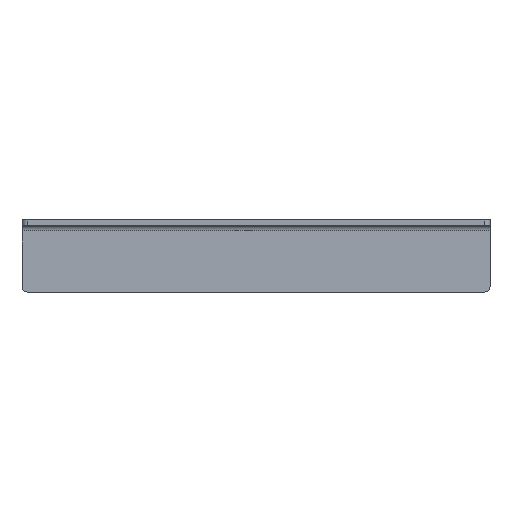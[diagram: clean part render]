
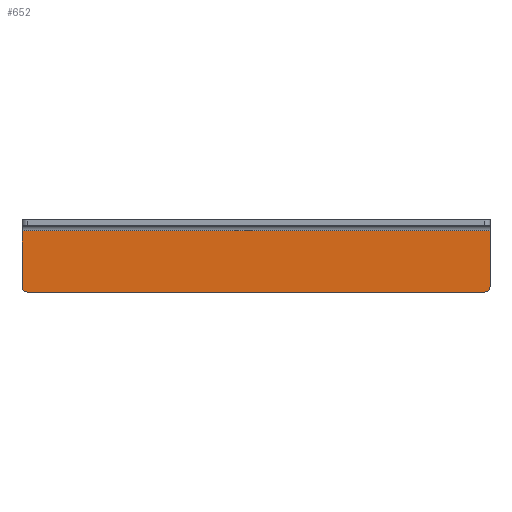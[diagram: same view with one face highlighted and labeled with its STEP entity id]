
A CAD part, top view. The second image highlights one B-rep face of the part: STEP entity #652.
In plain terms, the highlighted planar face has unit normal (0, 0, 1).
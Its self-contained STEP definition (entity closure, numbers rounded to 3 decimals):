
#24 = VERTEX_POINT ( 'NONE', #481 ) ;
#29 = CARTESIAN_POINT ( 'NONE',  ( -940., -1211.305, 508. ) ) ;
#72 = EDGE_CURVE ( 'NONE', #510, #221, #739, .T. ) ;
#88 = CARTESIAN_POINT ( 'NONE',  ( -940., -1174.305, 508. ) ) ;
#104 = DIRECTION ( 'NONE',  ( 0., 0., -1. ) ) ;
#124 = CARTESIAN_POINT ( 'NONE',  ( -1200., -1174.305, 508. ) ) ;
#142 = ORIENTED_EDGE ( 'NONE', *, *, #72, .F. ) ;
#145 = AXIS2_PLACEMENT_3D ( 'NONE', #612, #238, #738 ) ;
#149 = DIRECTION ( 'NONE',  ( 0., -1., 0. ) ) ;
#151 = EDGE_CURVE ( 'NONE', #221, #518, #719, .T. ) ;
#211 = CIRCLE ( 'NONE', #243, 3. ) ;
#221 = VERTEX_POINT ( 'NONE', #740 ) ;
#230 = VECTOR ( 'NONE', #685, 1000. ) ;
#238 = DIRECTION ( 'NONE',  ( 0., 0., -1. ) ) ;
#241 = VECTOR ( 'NONE', #760, 1000. ) ;
#243 = AXIS2_PLACEMENT_3D ( 'NONE', #666, #104, #777 ) ;
#256 = LINE ( 'NONE', #727, #230 ) ;
#291 = AXIS2_PLACEMENT_3D ( 'NONE', #531, #583, #766 ) ;
#296 = CARTESIAN_POINT ( 'NONE',  ( -943., -1214.305, 508. ) ) ;
#314 = ORIENTED_EDGE ( 'NONE', *, *, #427, .T. ) ;
#315 = DIRECTION ( 'NONE',  ( 1., 0., 0. ) ) ;
#427 = EDGE_CURVE ( 'NONE', #510, #757, #684, .T. ) ;
#448 = EDGE_LOOP ( 'NONE', ( #623, #650, #763, #142, #314, #752 ) ) ;
#480 = CARTESIAN_POINT ( 'NONE',  ( -1200., -1180.305, 508. ) ) ;
#481 = CARTESIAN_POINT ( 'NONE',  ( -1197., -1214.305, 508. ) ) ;
#510 = VERTEX_POINT ( 'NONE', #480 ) ;
#518 = VERTEX_POINT ( 'NONE', #29 ) ;
#531 = CARTESIAN_POINT ( 'NONE',  ( -943., -1211.305, 508. ) ) ;
#543 = EDGE_CURVE ( 'NONE', #518, #661, #631, .T. ) ;
#563 = PLANE ( 'NONE',  #145 ) ;
#571 = EDGE_CURVE ( 'NONE', #24, #757, #211, .T. ) ;
#583 = DIRECTION ( 'NONE',  ( 0., 0., -1. ) ) ;
#612 = CARTESIAN_POINT ( 'NONE',  ( -1200., -1174.305, 508. ) ) ;
#615 = EDGE_CURVE ( 'NONE', #24, #661, #256, .T. ) ;
#623 = ORIENTED_EDGE ( 'NONE', *, *, #615, .T. ) ;
#631 = CIRCLE ( 'NONE', #291, 3. ) ;
#633 = CARTESIAN_POINT ( 'NONE',  ( -1200., -1180.305, 508. ) ) ;
#640 = CARTESIAN_POINT ( 'NONE',  ( -1200., -1211.305, 508. ) ) ;
#650 = ORIENTED_EDGE ( 'NONE', *, *, #543, .F. ) ;
#652 = ADVANCED_FACE ( 'NONE', ( #731 ), #563, .F. ) ;
#661 = VERTEX_POINT ( 'NONE', #296 ) ;
#666 = CARTESIAN_POINT ( 'NONE',  ( -1197., -1211.305, 508. ) ) ;
#684 = LINE ( 'NONE', #124, #241 ) ;
#685 = DIRECTION ( 'NONE',  ( 1., 0., 0. ) ) ;
#719 = LINE ( 'NONE', #88, #726 ) ;
#726 = VECTOR ( 'NONE', #149, 1000. ) ;
#727 = CARTESIAN_POINT ( 'NONE',  ( -1200., -1214.305, 508. ) ) ;
#731 = FACE_OUTER_BOUND ( 'NONE', #448, .T. ) ;
#738 = DIRECTION ( 'NONE',  ( 1., 0., 0. ) ) ;
#739 = LINE ( 'NONE', #633, #786 ) ;
#740 = CARTESIAN_POINT ( 'NONE',  ( -940., -1180.305, 508. ) ) ;
#752 = ORIENTED_EDGE ( 'NONE', *, *, #571, .F. ) ;
#757 = VERTEX_POINT ( 'NONE', #640 ) ;
#760 = DIRECTION ( 'NONE',  ( 0., -1., 0. ) ) ;
#763 = ORIENTED_EDGE ( 'NONE', *, *, #151, .F. ) ;
#766 = DIRECTION ( 'NONE',  ( 1., 0., 0. ) ) ;
#777 = DIRECTION ( 'NONE',  ( 1., 0., 0. ) ) ;
#786 = VECTOR ( 'NONE', #315, 1000. ) ;
